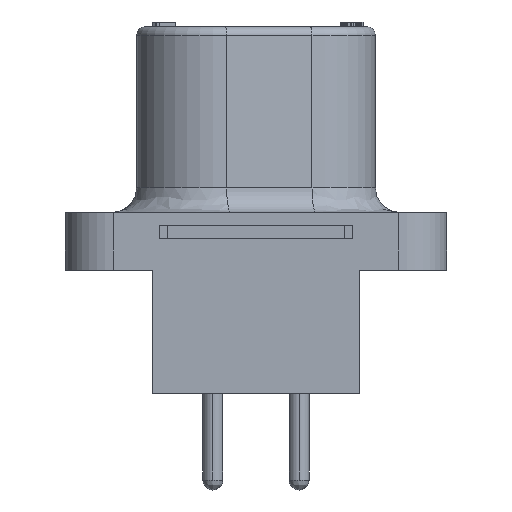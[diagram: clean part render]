
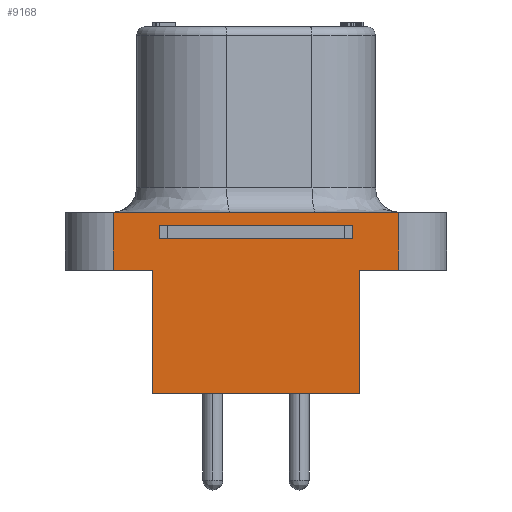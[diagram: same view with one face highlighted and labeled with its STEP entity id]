
A CAD part, left-side view. The second image highlights one B-rep face of the part: STEP entity #9168.
In plain terms, the highlighted planar face has unit normal (-1, 0, 0).
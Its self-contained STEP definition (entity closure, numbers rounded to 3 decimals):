
#28 = ORIENTED_EDGE ( 'NONE', *, *, #8524, .T. ) ;
#305 = VECTOR ( 'NONE', #9239, 1000. ) ;
#407 = EDGE_CURVE ( 'NONE', #8751, #2296, #9133, .T. ) ;
#471 = CARTESIAN_POINT ( 'NONE',  ( -15.443, -3.429, -8.052 ) ) ;
#590 = FACE_OUTER_BOUND ( 'NONE', #978, .T. ) ;
#638 = EDGE_LOOP ( 'NONE', ( #7257, #9386, #8179, #28 ) ) ;
#684 = AXIS2_PLACEMENT_3D ( 'NONE', #8755, #3726, #6684 ) ;
#687 = ORIENTED_EDGE ( 'NONE', *, *, #4717, .T. ) ;
#782 = VECTOR ( 'NONE', #2022, 1000. ) ;
#890 = ORIENTED_EDGE ( 'NONE', *, *, #3416, .T. ) ;
#934 = LINE ( 'NONE', #3848, #9369 ) ;
#978 = EDGE_LOOP ( 'NONE', ( #5418, #3087, #8816, #8157, #890, #687, #8263, #1798 ) ) ;
#1432 = CARTESIAN_POINT ( 'NONE',  ( -15.443, -3.2, -6.787 ) ) ;
#1457 = VERTEX_POINT ( 'NONE', #5165 ) ;
#1515 = PLANE ( 'NONE',  #684 ) ;
#1580 = EDGE_CURVE ( 'NONE', #2545, #6604, #9235, .T. ) ;
#1598 = DIRECTION ( 'NONE',  ( 0., 0., -1. ) ) ;
#1798 = ORIENTED_EDGE ( 'NONE', *, *, #6686, .T. ) ;
#2022 = DIRECTION ( 'NONE',  ( 0., -1., 0. ) ) ;
#2055 = CARTESIAN_POINT ( 'NONE',  ( -15.443, 4.724, -6.147 ) ) ;
#2201 = CARTESIAN_POINT ( 'NONE',  ( -15.443, 3.429, -9.144 ) ) ;
#2213 = VERTEX_POINT ( 'NONE', #8576 ) ;
#2290 = EDGE_CURVE ( 'NONE', #9202, #8692, #3439, .T. ) ;
#2296 = VERTEX_POINT ( 'NONE', #7785 ) ;
#2345 = CARTESIAN_POINT ( 'NONE',  ( -15.443, 0., -8.052 ) ) ;
#2362 = EDGE_CURVE ( 'NONE', #6604, #8751, #5211, .T. ) ;
#2545 = VERTEX_POINT ( 'NONE', #2713 ) ;
#2559 = DIRECTION ( 'NONE',  ( 0., -1., 0. ) ) ;
#2710 = DIRECTION ( 'NONE',  ( 0., 1., 0. ) ) ;
#2713 = CARTESIAN_POINT ( 'NONE',  ( -15.443, -3.2, -7.015 ) ) ;
#3087 = ORIENTED_EDGE ( 'NONE', *, *, #6410, .F. ) ;
#3192 = VECTOR ( 'NONE', #2559, 1000. ) ;
#3416 = EDGE_CURVE ( 'NONE', #5242, #2213, #934, .T. ) ;
#3439 = LINE ( 'NONE', #8673, #4824 ) ;
#3495 = DIRECTION ( 'NONE',  ( 0., 0., -1. ) ) ;
#3557 = VECTOR ( 'NONE', #3495, 1000. ) ;
#3680 = DIRECTION ( 'NONE',  ( 0., 0., -1. ) ) ;
#3726 = DIRECTION ( 'NONE',  ( -1., 0., 0. ) ) ;
#3761 = VECTOR ( 'NONE', #3680, 1000. ) ;
#3848 = CARTESIAN_POINT ( 'NONE',  ( -15.443, 4.724, -7.099 ) ) ;
#3878 = VECTOR ( 'NONE', #7856, 1000. ) ;
#3947 = CARTESIAN_POINT ( 'NONE',  ( -15.443, 3.2, -7.015 ) ) ;
#4061 = VECTOR ( 'NONE', #8068, 1000. ) ;
#4080 = CARTESIAN_POINT ( 'NONE',  ( -15.443, 0., -6.147 ) ) ;
#4329 = EDGE_CURVE ( 'NONE', #1457, #8912, #6019, .T. ) ;
#4345 = CARTESIAN_POINT ( 'NONE',  ( -15.443, -4.864, -8.052 ) ) ;
#4446 = DIRECTION ( 'NONE',  ( 0., 0., 1. ) ) ;
#4628 = LINE ( 'NONE', #7085, #7968 ) ;
#4717 = EDGE_CURVE ( 'NONE', #2213, #1457, #7449, .T. ) ;
#4824 = VECTOR ( 'NONE', #5645, 1000. ) ;
#5165 = CARTESIAN_POINT ( 'NONE',  ( -15.443, 3.429, -8.052 ) ) ;
#5211 = LINE ( 'NONE', #6607, #8775 ) ;
#5242 = VERTEX_POINT ( 'NONE', #2055 ) ;
#5333 = LINE ( 'NONE', #6575, #782 ) ;
#5418 = ORIENTED_EDGE ( 'NONE', *, *, #2290, .T. ) ;
#5645 = DIRECTION ( 'NONE',  ( 0., 0., 1. ) ) ;
#6019 = LINE ( 'NONE', #2201, #3761 ) ;
#6410 = EDGE_CURVE ( 'NONE', #7044, #8692, #6457, .T. ) ;
#6444 = LINE ( 'NONE', #4080, #3878 ) ;
#6457 = LINE ( 'NONE', #4345, #305 ) ;
#6575 = CARTESIAN_POINT ( 'NONE',  ( -15.443, 0., -12.141 ) ) ;
#6604 = VERTEX_POINT ( 'NONE', #3947 ) ;
#6607 = CARTESIAN_POINT ( 'NONE',  ( -15.443, 3.2, -6.787 ) ) ;
#6684 = DIRECTION ( 'NONE',  ( 0., 1., 0. ) ) ;
#6686 = EDGE_CURVE ( 'NONE', #8912, #9202, #5333, .T. ) ;
#6862 = CARTESIAN_POINT ( 'NONE',  ( -15.443, -3.429, -12.141 ) ) ;
#6878 = CARTESIAN_POINT ( 'NONE',  ( -15.443, 3.2, -6.558 ) ) ;
#7033 = VECTOR ( 'NONE', #2710, 1000. ) ;
#7044 = VERTEX_POINT ( 'NONE', #8767 ) ;
#7085 = CARTESIAN_POINT ( 'NONE',  ( -15.443, -4.724, -9.144 ) ) ;
#7113 = FACE_BOUND ( 'NONE', #638, .T. ) ;
#7224 = CARTESIAN_POINT ( 'NONE',  ( -15.443, -4.724, -6.147 ) ) ;
#7257 = ORIENTED_EDGE ( 'NONE', *, *, #1580, .T. ) ;
#7302 = LINE ( 'NONE', #1432, #3557 ) ;
#7449 = LINE ( 'NONE', #2345, #4061 ) ;
#7667 = CARTESIAN_POINT ( 'NONE',  ( -15.443, 0., -6.558 ) ) ;
#7785 = CARTESIAN_POINT ( 'NONE',  ( -15.443, -3.2, -6.558 ) ) ;
#7856 = DIRECTION ( 'NONE',  ( 0., 1., 0. ) ) ;
#7886 = EDGE_CURVE ( 'NONE', #7044, #8037, #4628, .T. ) ;
#7916 = CARTESIAN_POINT ( 'NONE',  ( -15.443, 0., -7.015 ) ) ;
#7968 = VECTOR ( 'NONE', #8492, 1000. ) ;
#8037 = VERTEX_POINT ( 'NONE', #7224 ) ;
#8068 = DIRECTION ( 'NONE',  ( 0., -1., 0. ) ) ;
#8157 = ORIENTED_EDGE ( 'NONE', *, *, #9409, .T. ) ;
#8179 = ORIENTED_EDGE ( 'NONE', *, *, #407, .T. ) ;
#8263 = ORIENTED_EDGE ( 'NONE', *, *, #4329, .T. ) ;
#8492 = DIRECTION ( 'NONE',  ( 0., 0., 1. ) ) ;
#8524 = EDGE_CURVE ( 'NONE', #2296, #2545, #7302, .T. ) ;
#8556 = CARTESIAN_POINT ( 'NONE',  ( -15.443, 3.429, -12.141 ) ) ;
#8576 = CARTESIAN_POINT ( 'NONE',  ( -15.443, 4.724, -8.052 ) ) ;
#8673 = CARTESIAN_POINT ( 'NONE',  ( -15.443, -3.429, -9.144 ) ) ;
#8692 = VERTEX_POINT ( 'NONE', #471 ) ;
#8751 = VERTEX_POINT ( 'NONE', #6878 ) ;
#8755 = CARTESIAN_POINT ( 'NONE',  ( -15.443, -4.913, -6.027 ) ) ;
#8767 = CARTESIAN_POINT ( 'NONE',  ( -15.443, -4.724, -8.052 ) ) ;
#8775 = VECTOR ( 'NONE', #4446, 1000. ) ;
#8816 = ORIENTED_EDGE ( 'NONE', *, *, #7886, .T. ) ;
#8912 = VERTEX_POINT ( 'NONE', #8556 ) ;
#9133 = LINE ( 'NONE', #7667, #3192 ) ;
#9168 = ADVANCED_FACE ( 'NONE', ( #7113, #590 ), #1515, .T. ) ;
#9202 = VERTEX_POINT ( 'NONE', #6862 ) ;
#9235 = LINE ( 'NONE', #7916, #7033 ) ;
#9239 = DIRECTION ( 'NONE',  ( 0., 1., 0. ) ) ;
#9369 = VECTOR ( 'NONE', #1598, 1000. ) ;
#9386 = ORIENTED_EDGE ( 'NONE', *, *, #2362, .T. ) ;
#9409 = EDGE_CURVE ( 'NONE', #8037, #5242, #6444, .T. ) ;
